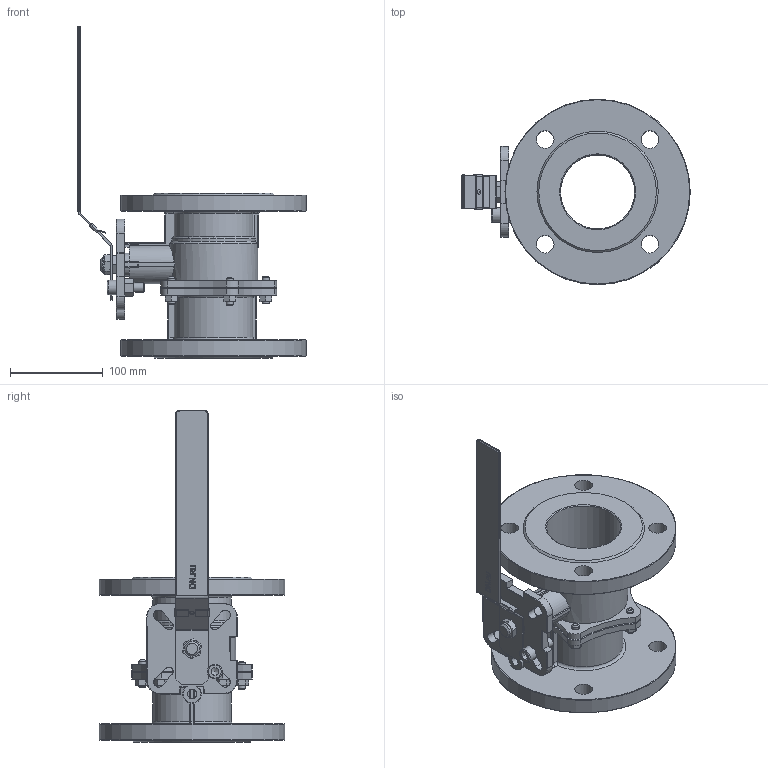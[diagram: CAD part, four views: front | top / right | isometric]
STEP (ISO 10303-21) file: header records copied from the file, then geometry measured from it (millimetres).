
FILE_DESCRIPTION(/* description */ (''),/* implementation_level */ '2;1');
FILE_NAME(/* name */ 'DN80_3D_STEP.stp',/* time_stamp */ '2023-12-14T14:50:42+03:00',/* author */ ('igorr'),/* organization */ (''),/* preprocessor_version */ 'ST-DEVELOPER v19.2',/* originating_system */ 'Autodesk Inventor 2023',/* authorisation */ '');
FILE_SCHEMA (('AUTOMOTIVE_DESIGN { 1 0 10303 214 3 1 1 }'));
Length unit declared in the file: millimetre
Products named in the file (12): Сборка; Деталь1; Деталь2; Деталь3; Деталь6; Деталь5; Деталь7; AS 1421 - M8 x 30 засверленный 
конец; AS 1420 - 1973 - M10 x 30; ANSI B18.2.4.2M - M10x1,5; ANSI B18.2.4.2M - M8x1,25; BS 3692 - M12
Assembly tree (20 placements, depth 2):
  Сборка
    Деталь1
    Деталь2
    Деталь3
    Деталь6
    Деталь5
    Деталь7
    AS 1421 - M8 x 30 засверленный 
конец  x5
    AS 1420 - 1973 - M10 x 30
    ANSI B18.2.4.2M - M10x1,5
    ANSI B18.2.4.2M - M8x1,25  x5
    BS 3692 - M12  x2
Bounding box: 246.64 x 200 x 358.48 mm (x, y, z)
Volume: 1347880.6 mm3; surface area: 336266.3 mm2
Topology: 20 solids, 20 shells, 794 faces, 1894 edges, 1160 vertices
Faces by surface type: plane 378, cylinder 185, cone 141, bspline 51, torus 38, sphere 1
Full cylindrical faces by diameter (mm): 1 x1, 5 x1, 6.647 x5, 8 x6, 8.078 x10, 8.376 x1, 10 x2, 10.106 x2, 16 x2, 19 x8, 25 x1, 30 x3, 80 x3, 83 x2, 85 x2, 90 x2, 200 x2
Entity records: 19974 total; most frequent: CARTESIAN_POINT 4874, ORIENTED_EDGE 2960, DIRECTION 2925, EDGE_CURVE 1480, AXIS2_PLACEMENT_3D 1074, VERTEX_POINT 926, LINE 777, VECTOR 777
